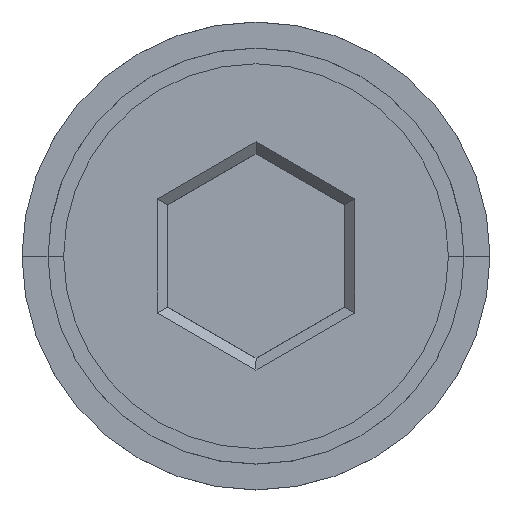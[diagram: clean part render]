
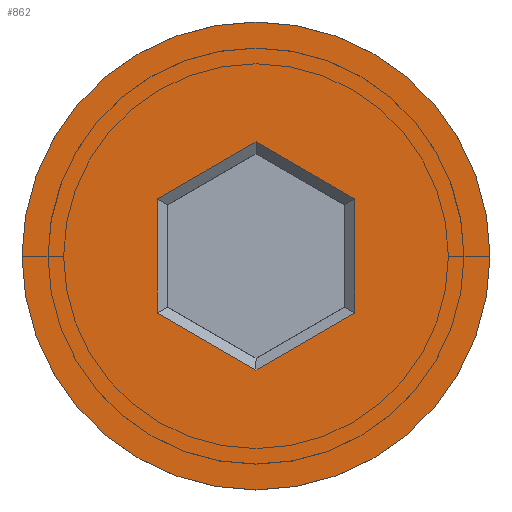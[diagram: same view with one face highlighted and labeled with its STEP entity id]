
A CAD part, top view. The second image highlights one B-rep face of the part: STEP entity #862.
In plain terms, the highlighted planar face has unit normal (0, 0, 1).
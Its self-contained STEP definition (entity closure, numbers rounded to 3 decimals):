
#2 = CARTESIAN_POINT ( 'NONE',  ( 0., 0., 0. ) ) ;
#17 = CIRCLE ( 'NONE', #515, 4.5 ) ;
#28 = DIRECTION ( 'NONE',  ( -0.866, 0.5, 0. ) ) ;
#33 = EDGE_CURVE ( 'NONE', #773, #981, #1038, .T. ) ;
#69 = VERTEX_POINT ( 'NONE', #993 ) ;
#78 = ORIENTED_EDGE ( 'NONE', *, *, #33, .T. ) ;
#85 = CIRCLE ( 'NONE', #266, 4.5 ) ;
#116 = VECTOR ( 'NONE', #1333, 1000. ) ;
#125 = EDGE_CURVE ( 'NONE', #278, #840, #818, .T. ) ;
#137 = CARTESIAN_POINT ( 'NONE',  ( 0., -2.194, 0. ) ) ;
#138 = EDGE_LOOP ( 'NONE', ( #1097, #507 ) ) ;
#140 = VECTOR ( 'NONE', #196, 1000. ) ;
#171 = EDGE_CURVE ( 'NONE', #981, #69, #243, .T. ) ;
#196 = DIRECTION ( 'NONE',  ( -0.866, -0.5, 0. ) ) ;
#198 = VECTOR ( 'NONE', #474, 1000. ) ;
#223 = PLANE ( 'NONE',  #246 ) ;
#243 = LINE ( 'NONE', #660, #116 ) ;
#246 = AXIS2_PLACEMENT_3D ( 'NONE', #2, #1341, #1226 ) ;
#266 = AXIS2_PLACEMENT_3D ( 'NONE', #435, #323, #782 ) ;
#278 = VERTEX_POINT ( 'NONE', #807 ) ;
#293 = ORIENTED_EDGE ( 'NONE', *, *, #171, .T. ) ;
#323 = DIRECTION ( 'NONE',  ( 0., 0., 1. ) ) ;
#349 = EDGE_CURVE ( 'NONE', #840, #773, #516, .T. ) ;
#364 = CARTESIAN_POINT ( 'NONE',  ( -1.8, -1.155, 0. ) ) ;
#435 = CARTESIAN_POINT ( 'NONE',  ( 0., 0., 0. ) ) ;
#456 = CARTESIAN_POINT ( 'NONE',  ( -0.1, 2.136, 0. ) ) ;
#473 = CARTESIAN_POINT ( 'NONE',  ( 1.9, -0.981, 0. ) ) ;
#474 = DIRECTION ( 'NONE',  ( 0.866, 0.5, 0. ) ) ;
#485 = CARTESIAN_POINT ( 'NONE',  ( 1.8, 1.155, 0. ) ) ;
#507 = ORIENTED_EDGE ( 'NONE', *, *, #1145, .T. ) ;
#515 = AXIS2_PLACEMENT_3D ( 'NONE', #925, #595, #700 ) ;
#516 = LINE ( 'NONE', #983, #140 ) ;
#521 = EDGE_CURVE ( 'NONE', #1252, #278, #585, .T. ) ;
#523 = EDGE_LOOP ( 'NONE', ( #78, #293, #608, #1375, #788, #1115 ) ) ;
#585 = LINE ( 'NONE', #485, #1376 ) ;
#595 = DIRECTION ( 'NONE',  ( 0., 0., 1. ) ) ;
#608 = ORIENTED_EDGE ( 'NONE', *, *, #1303, .T. ) ;
#660 = CARTESIAN_POINT ( 'NONE',  ( -1.9, 0.981, 0. ) ) ;
#700 = DIRECTION ( 'NONE',  ( 1., 0., 0. ) ) ;
#773 = VERTEX_POINT ( 'NONE', #137 ) ;
#776 = FACE_BOUND ( 'NONE', #523, .T. ) ;
#782 = DIRECTION ( 'NONE',  ( 1., 0., 0. ) ) ;
#788 = ORIENTED_EDGE ( 'NONE', *, *, #125, .T. ) ;
#791 = CARTESIAN_POINT ( 'NONE',  ( 4.5, 0., 0. ) ) ;
#807 = CARTESIAN_POINT ( 'NONE',  ( 1.9, 1.097, 0. ) ) ;
#818 = LINE ( 'NONE', #473, #1220 ) ;
#840 = VERTEX_POINT ( 'NONE', #1121 ) ;
#862 = ADVANCED_FACE ( 'NONE', ( #776, #1095 ), #223, .T. ) ;
#886 = DIRECTION ( 'NONE',  ( 0., -1., 0. ) ) ;
#887 = CARTESIAN_POINT ( 'NONE',  ( 0., 2.194, 0. ) ) ;
#895 = VECTOR ( 'NONE', #28, 1000. ) ;
#904 = VERTEX_POINT ( 'NONE', #937 ) ;
#925 = CARTESIAN_POINT ( 'NONE',  ( 0., 0., 0. ) ) ;
#937 = CARTESIAN_POINT ( 'NONE',  ( -4.5, 0., 0. ) ) ;
#970 = VERTEX_POINT ( 'NONE', #791 ) ;
#981 = VERTEX_POINT ( 'NONE', #1049 ) ;
#983 = CARTESIAN_POINT ( 'NONE',  ( 0.1, -2.136, 0. ) ) ;
#993 = CARTESIAN_POINT ( 'NONE',  ( -1.9, 1.097, 0. ) ) ;
#1038 = LINE ( 'NONE', #364, #895 ) ;
#1049 = CARTESIAN_POINT ( 'NONE',  ( -1.9, -1.097, 0. ) ) ;
#1095 = FACE_OUTER_BOUND ( 'NONE', #138, .T. ) ;
#1097 = ORIENTED_EDGE ( 'NONE', *, *, #1340, .T. ) ;
#1115 = ORIENTED_EDGE ( 'NONE', *, *, #349, .T. ) ;
#1121 = CARTESIAN_POINT ( 'NONE',  ( 1.9, -1.097, 0. ) ) ;
#1140 = LINE ( 'NONE', #456, #198 ) ;
#1145 = EDGE_CURVE ( 'NONE', #904, #970, #85, .T. ) ;
#1220 = VECTOR ( 'NONE', #886, 1000. ) ;
#1226 = DIRECTION ( 'NONE',  ( 1., 0., 0. ) ) ;
#1252 = VERTEX_POINT ( 'NONE', #887 ) ;
#1275 = DIRECTION ( 'NONE',  ( 0.866, -0.5, 0. ) ) ;
#1303 = EDGE_CURVE ( 'NONE', #69, #1252, #1140, .T. ) ;
#1333 = DIRECTION ( 'NONE',  ( 0., 1., 0. ) ) ;
#1340 = EDGE_CURVE ( 'NONE', #970, #904, #17, .T. ) ;
#1341 = DIRECTION ( 'NONE',  ( 0., 0., 1. ) ) ;
#1375 = ORIENTED_EDGE ( 'NONE', *, *, #521, .T. ) ;
#1376 = VECTOR ( 'NONE', #1275, 1000. ) ;
